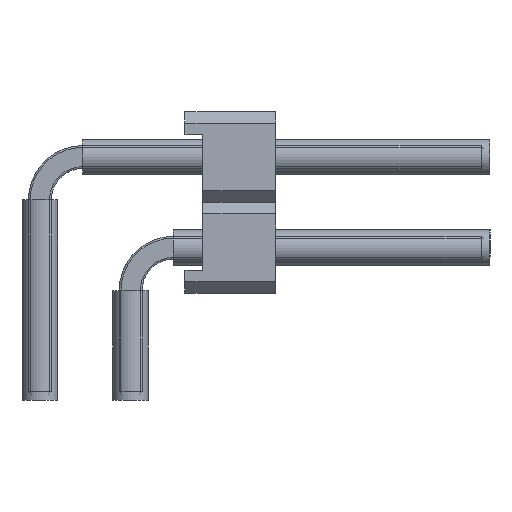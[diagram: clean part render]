
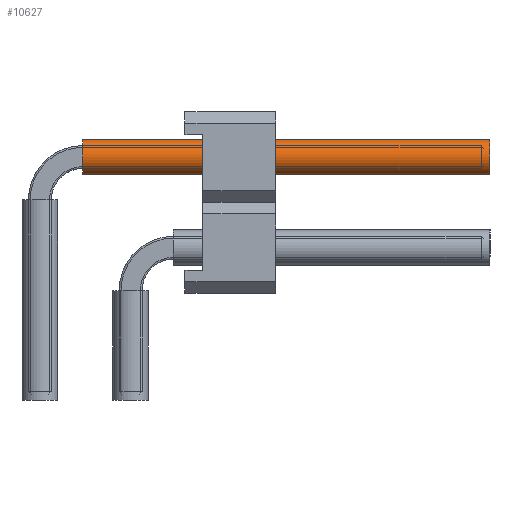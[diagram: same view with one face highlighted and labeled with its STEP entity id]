
A CAD part, left-side view. The second image highlights one B-rep face of the part: STEP entity #10627.
In plain terms, the highlighted cylindrical face has radius 0.5 mm (diameter 1 mm), a full revolution.
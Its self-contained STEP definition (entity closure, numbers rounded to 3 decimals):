
#5836=ORIENTED_EDGE('',*,*,#7352,.F.);
#5837=ORIENTED_EDGE('',*,*,#7353,.T.);
#7352=EDGE_CURVE('',#8360,#8360,#8720,.T.);
#7353=EDGE_CURVE('',#8361,#8361,#8721,.T.);
#8360=VERTEX_POINT('',#17717);
#8361=VERTEX_POINT('',#17719);
#8720=CIRCLE('',#11606,0.5);
#8721=CIRCLE('',#11607,0.5);
#9322=EDGE_LOOP('',(#5836));
#9323=EDGE_LOOP('',(#5837));
#9924=FACE_BOUND('',#9322,.T.);
#9925=FACE_BOUND('',#9323,.T.);
#10109=CYLINDRICAL_SURFACE('',#11605,0.5);
#10627=ADVANCED_FACE('',(#9924,#9925),#10109,.F.);
#11605=AXIS2_PLACEMENT_3D('',#17715,#14592,#14593);
#11606=AXIS2_PLACEMENT_3D('',#17716,#14594,#14595);
#11607=AXIS2_PLACEMENT_3D('',#17718,#14596,#14597);
#14592=DIRECTION('',(1.,0.,0.));
#14593=DIRECTION('',(0.,0.,-1.));
#14594=DIRECTION('',(-1.,0.,0.));
#14595=DIRECTION('',(0.,0.,1.));
#14596=DIRECTION('',(-1.,0.,0.));
#14597=DIRECTION('',(0.,0.,1.));
#17715=CARTESIAN_POINT('',(1.2,0.,6.81));
#17716=CARTESIAN_POINT('',(12.6,0.,6.81));
#17717=CARTESIAN_POINT('',(12.6,0.,7.31));
#17718=CARTESIAN_POINT('',(1.2,0.,6.81));
#17719=CARTESIAN_POINT('',(1.2,0.,7.31));
